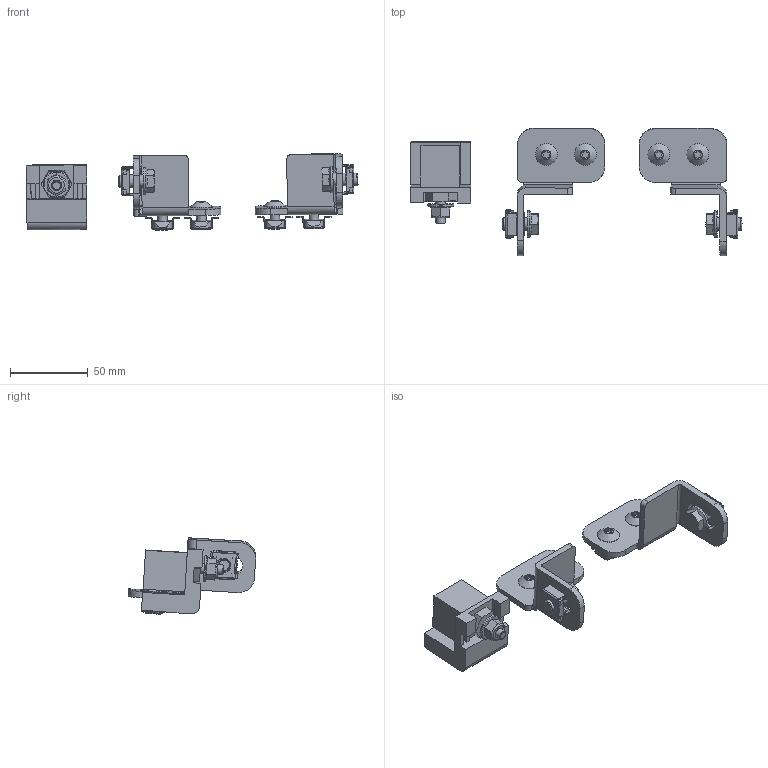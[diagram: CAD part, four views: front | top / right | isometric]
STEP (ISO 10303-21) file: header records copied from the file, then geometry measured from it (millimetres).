
FILE_DESCRIPTION (( 'STEP AP203' ), '1' );
FILE_NAME ('PPK100.step', '2021-06-30T17:19:57', ( 'ADC123' ), ( 'Microsoft' ), 'SwSTEP 2.0', 'SolidWorks 2021', '' );
FILE_SCHEMA (( 'CONFIG_CONTROL_DESIGN' ));
Length unit declared in the file: inch
Products named in the file (1): PPK100
Bounding box: 212.87 x 81.69 x 48.99 mm (x, y, z)
Volume: 89233.2 mm3; surface area: 45333.7 mm2
Topology: 17 solids, 29 shells, 807 faces, 1982 edges, 1265 vertices
Faces by surface type: plane 473, cylinder 279, cone 30, bspline 25
Full cylindrical faces by diameter (mm): 0.25 x16, 4.92 x4, 6 x9, 6.647 x3, 8 x6, 8.2 x4, 9 x2, 10 x8, 12.8 x1, 14 x4, 17 x3
Entity records: 23892 total; most frequent: CARTESIAN_POINT 5151, DIRECTION 3842, ORIENTED_EDGE 3786, EDGE_CURVE 1893, AXIS2_PLACEMENT_3D 1307, VERTEX_POINT 1253, LINE 1228, VECTOR 1228
